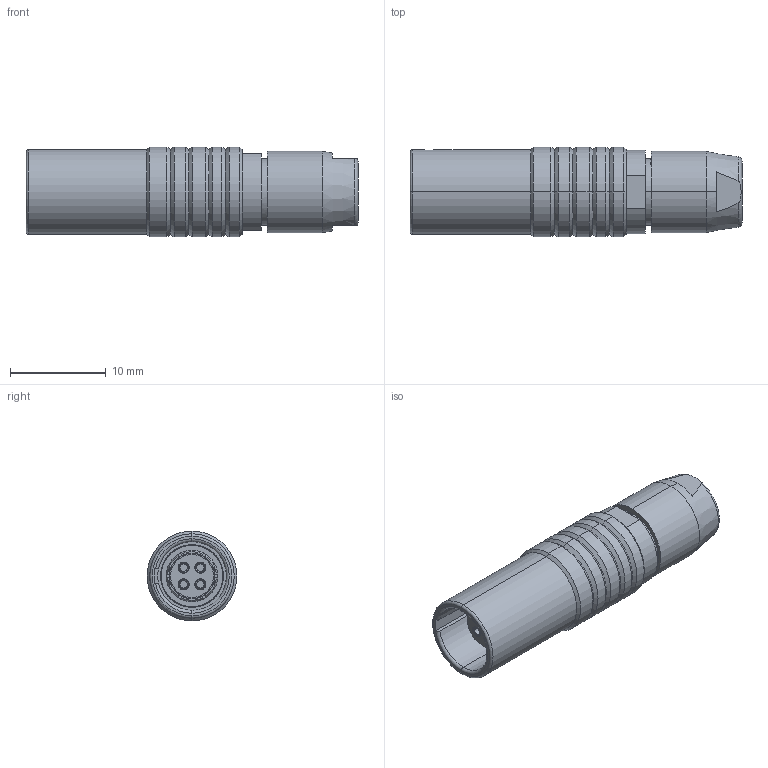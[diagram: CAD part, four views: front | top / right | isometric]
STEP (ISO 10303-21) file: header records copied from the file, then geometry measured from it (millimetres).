
FILE_DESCRIPTION (( 'STEP AP203' ), '1' );
FILE_NAME ('51-00017.52_revA.STEP', '2018-03-29T16:27:33', ( '' ), ( '' ), 'SwSTEP 2.0', 'SolidWorks 2015', '' );
FILE_SCHEMA (( 'CONFIG_CONTROL_DESIGN' ));
Length unit declared in the file: millimetre
Products named in the file (8): PPL-insulator carrier-female; PPL7-split insert1-female; PPL7-collet nut; PPL7-P4 insulator-female; 51-00017.52_revA; PPL7-split insert2 - female; PPL7-socket shell; PPL7-collet-52
Assembly tree (7 placements, depth 2):
  51-00017.52_revA
    PPL7-P4 insulator-female
    PPL7-split insert1-female
    PPL7-split insert2 - female
    PPL-insulator carrier-female
    PPL7-collet-52
    PPL7-socket shell
    PPL7-collet nut
Bounding box: 34.7 x 9.4 x 9.4 mm (x, y, z)
Volume: 1323.4 mm3; surface area: 3709.7 mm2
Topology: 12 solids, 12 shells, 940 faces, 2600 edges, 1710 vertices
Faces by surface type: cylinder 427, plane 346, bspline 81, cone 69, torus 17
Entity records: 49792 total; most frequent: CARTESIAN_POINT 26086, ORIENTED_EDGE 5200, DIRECTION 4391, EDGE_CURVE 2600, VERTEX_POINT 1710, AXIS2_PLACEMENT_3D 1640, VECTOR 1111, LINE 1111
